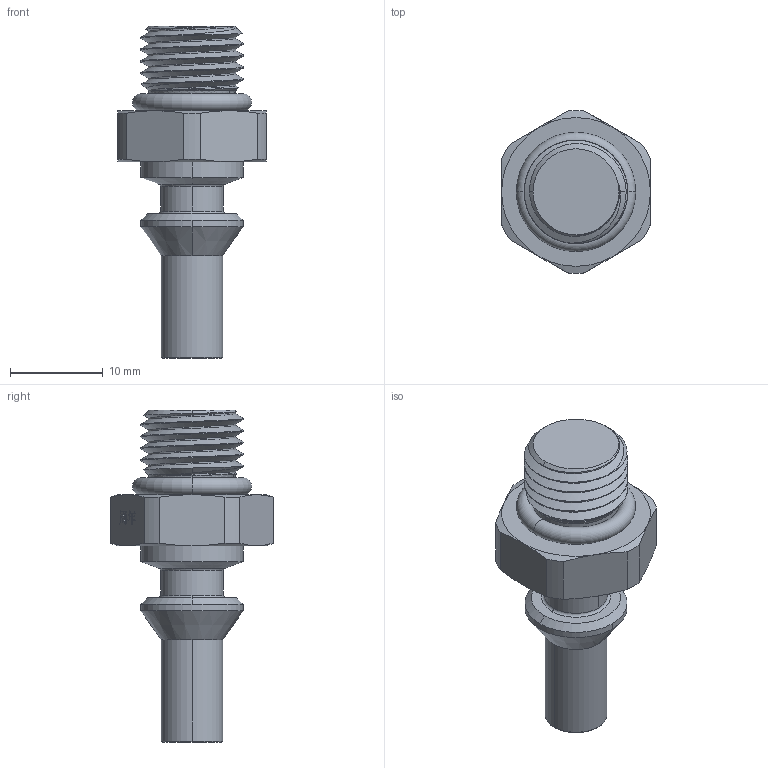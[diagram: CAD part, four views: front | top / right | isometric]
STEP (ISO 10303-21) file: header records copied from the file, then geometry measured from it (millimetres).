
FILE_DESCRIPTION (( 'STEP AP214' ), '1' );
FILE_NAME ('UQD 02P U716M-RD.STEP', '2025-04-07T05:08:03', ( 'Windows 蚚誧' ), ( '' ), 'SwSTEP 2.0', 'SolidWorks 2023', '' );
FILE_SCHEMA (( 'AUTOMOTIVE_DESIGN' ));
Length unit declared in the file: millimetre
Products named in the file (1): UQD 02P U716M-RD
Bounding box: 16 x 17.49 x 35.7 mm (x, y, z)
Volume: 3003.7 mm3; surface area: 1909.6 mm2
Topology: 1 solids, 2 shells, 359 faces, 937 edges, 615 vertices
Faces by surface type: plane 155, bspline 122, cylinder 44, cone 24, torus 14
Entity records: 18746 total; most frequent: CARTESIAN_POINT 7175, ORIENTED_EDGE 1874, DIRECTION 1033, EDGE_CURVE 937, VERTEX_POINT 615, B_SPLINE_CURVE_WITH_KNOTS 484, EDGE_LOOP 394, UNCERTAINTY_MEASURE_WITH_UNIT 361
